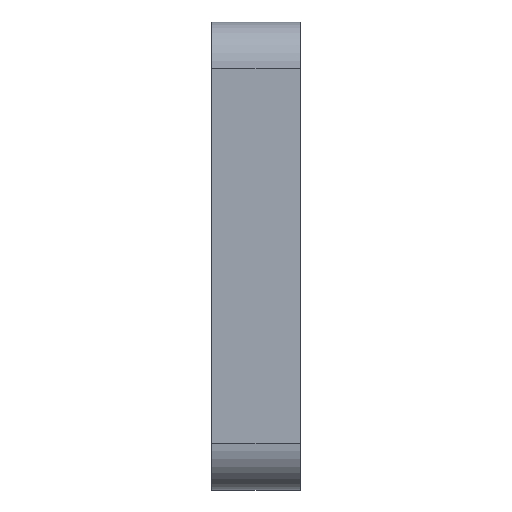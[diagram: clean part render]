
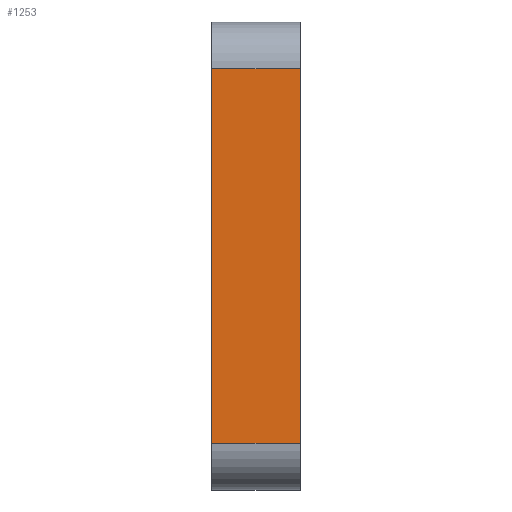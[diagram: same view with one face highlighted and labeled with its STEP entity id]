
A CAD part, left-side view. The second image highlights one B-rep face of the part: STEP entity #1253.
In plain terms, the highlighted planar face has unit normal (-1, 0, 0).
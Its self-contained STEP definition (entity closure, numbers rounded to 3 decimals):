
#124 = ORIENTED_EDGE ( 'NONE', *, *, #1034, .F. ) ;
#179 = CARTESIAN_POINT ( 'NONE',  ( -37.5, -9.5, 0. ) ) ;
#199 = LINE ( 'NONE', #845, #1280 ) ;
#224 = EDGE_LOOP ( 'NONE', ( #794, #124, #582, #230 ) ) ;
#230 = ORIENTED_EDGE ( 'NONE', *, *, #1233, .T. ) ;
#253 = DIRECTION ( 'NONE',  ( 0., 0., 1. ) ) ;
#257 = CARTESIAN_POINT ( 'NONE',  ( -37.5, -9.5, 0. ) ) ;
#317 = DIRECTION ( 'NONE',  ( 0., 1., 0. ) ) ;
#320 = EDGE_CURVE ( 'NONE', #379, #688, #449, .T. ) ;
#332 = VECTOR ( 'NONE', #1200, 1000. ) ;
#379 = VERTEX_POINT ( 'NONE', #661 ) ;
#399 = CARTESIAN_POINT ( 'NONE',  ( -37.5, -9.5, -20. ) ) ;
#403 = EDGE_CURVE ( 'NONE', #965, #422, #419, .T. ) ;
#419 = LINE ( 'NONE', #179, #332 ) ;
#422 = VERTEX_POINT ( 'NONE', #1092 ) ;
#449 = LINE ( 'NONE', #590, #687 ) ;
#517 = LINE ( 'NONE', #1127, #1297 ) ;
#582 = ORIENTED_EDGE ( 'NONE', *, *, #403, .T. ) ;
#590 = CARTESIAN_POINT ( 'NONE',  ( -37.5, 0., 0. ) ) ;
#634 = DIRECTION ( 'NONE',  ( 0., 1., 0. ) ) ;
#643 = PLANE ( 'NONE',  #1238 ) ;
#661 = CARTESIAN_POINT ( 'NONE',  ( -37.5, 0., -20. ) ) ;
#687 = VECTOR ( 'NONE', #1118, 1000. ) ;
#688 = VERTEX_POINT ( 'NONE', #822 ) ;
#794 = ORIENTED_EDGE ( 'NONE', *, *, #320, .F. ) ;
#822 = CARTESIAN_POINT ( 'NONE',  ( -37.5, 0., 20. ) ) ;
#845 = CARTESIAN_POINT ( 'NONE',  ( -37.5, -9.5, 20. ) ) ;
#861 = DIRECTION ( 'NONE',  ( -1., 0., 0. ) ) ;
#965 = VERTEX_POINT ( 'NONE', #399 ) ;
#1034 = EDGE_CURVE ( 'NONE', #965, #379, #517, .T. ) ;
#1092 = CARTESIAN_POINT ( 'NONE',  ( -37.5, -9.5, 20. ) ) ;
#1118 = DIRECTION ( 'NONE',  ( 0., 0., 1. ) ) ;
#1127 = CARTESIAN_POINT ( 'NONE',  ( -37.5, -9.5, -20. ) ) ;
#1146 = FACE_OUTER_BOUND ( 'NONE', #224, .T. ) ;
#1200 = DIRECTION ( 'NONE',  ( 0., 0., 1. ) ) ;
#1233 = EDGE_CURVE ( 'NONE', #422, #688, #199, .T. ) ;
#1238 = AXIS2_PLACEMENT_3D ( 'NONE', #257, #861, #253 ) ;
#1253 = ADVANCED_FACE ( 'NONE', ( #1146 ), #643, .T. ) ;
#1280 = VECTOR ( 'NONE', #634, 1000. ) ;
#1297 = VECTOR ( 'NONE', #317, 1000. ) ;
